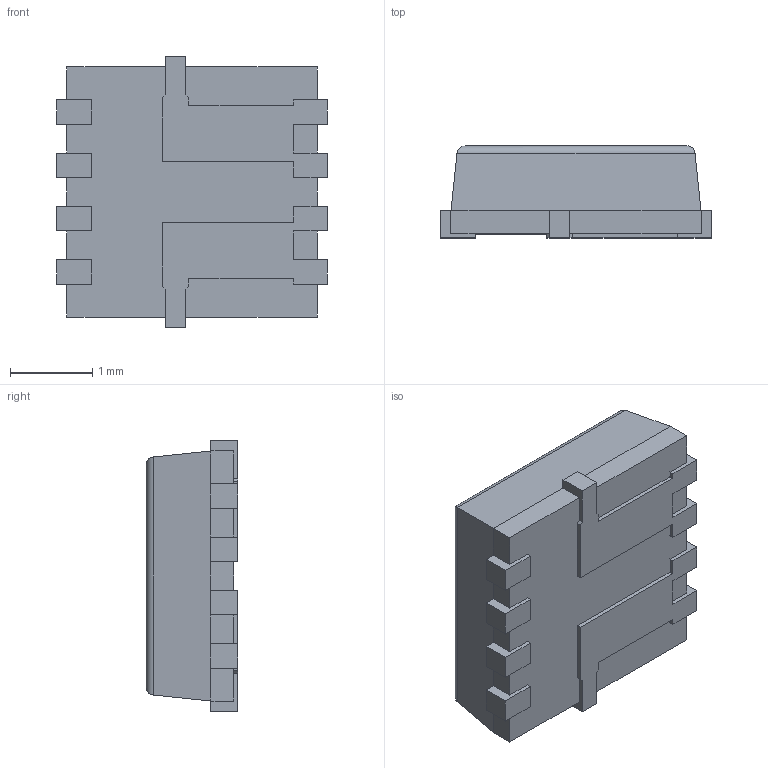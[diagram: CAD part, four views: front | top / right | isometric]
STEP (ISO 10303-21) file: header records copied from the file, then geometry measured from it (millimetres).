
FILE_DESCRIPTION (( 'STEP AP214' ), '1' );
FILE_NAME ('SI7216DN-T1-GE3.STEP', '2021-07-03T16:06:28', ( '' ), ( '' ), 'SwSTEP 2.0', 'SolidWorks 2017', '' );
FILE_SCHEMA (( 'AUTOMOTIVE_DESIGN' ));
Length unit declared in the file: millimetre
Products named in the file (1): SI7216DN-T1-GE3
Bounding box: 3.3 x 1.12 x 3.3 mm (x, y, z)
Volume: 9.8 mm3; surface area: 48 mm2
Topology: 7 solids, 7 shells, 140 faces, 350 edges, 224 vertices
Faces by surface type: plane 136, cylinder 4
Entity records: 4138 total; most frequent: CARTESIAN_POINT 727, ORIENTED_EDGE 700, DIRECTION 628, EDGE_CURVE 350, VECTOR 346, LINE 346, VERTEX_POINT 224, AXIS2_PLACEMENT_3D 141
